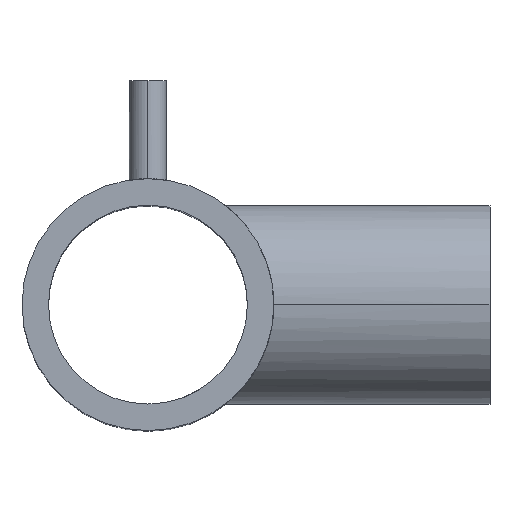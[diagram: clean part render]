
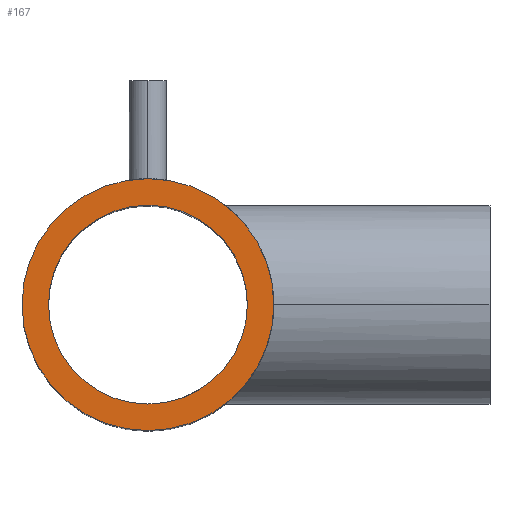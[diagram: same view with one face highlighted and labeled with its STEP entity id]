
A CAD part, top view. The second image highlights one B-rep face of the part: STEP entity #167.
In plain terms, the highlighted planar face has unit normal (0, 0, 1).
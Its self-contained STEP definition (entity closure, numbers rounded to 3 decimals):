
#26 = ORIENTED_EDGE ( 'NONE', *, *, #730, .F. ) ;
#66 = AXIS2_PLACEMENT_3D ( 'NONE', #1010, #98, #813 ) ;
#68 = ORIENTED_EDGE ( 'NONE', *, *, #678, .T. ) ;
#74 = VERTEX_POINT ( 'NONE', #672 ) ;
#87 = VERTEX_POINT ( 'NONE', #749 ) ;
#98 = DIRECTION ( 'NONE',  ( 0., 0., 1. ) ) ;
#167 = ADVANCED_FACE ( 'NONE', ( #305, #206 ), #690, .T. ) ;
#176 = DIRECTION ( 'NONE',  ( 0., 0., 1. ) ) ;
#182 = VERTEX_POINT ( 'NONE', #1124 ) ;
#187 = AXIS2_PLACEMENT_3D ( 'NONE', #804, #902, #1191 ) ;
#206 = FACE_BOUND ( 'NONE', #262, .T. ) ;
#211 = CARTESIAN_POINT ( 'NONE',  ( 0., 0., 94.5 ) ) ;
#262 = EDGE_LOOP ( 'NONE', ( #26, #732 ) ) ;
#305 = FACE_OUTER_BOUND ( 'NONE', #750, .T. ) ;
#348 = CARTESIAN_POINT ( 'NONE',  ( 37.5, 0., 94.5 ) ) ;
#372 = CIRCLE ( 'NONE', #1144, 47.5 ) ;
#477 = CIRCLE ( 'NONE', #1313, 47.5 ) ;
#558 = DIRECTION ( 'NONE',  ( 0., 0., 1. ) ) ;
#574 = EDGE_CURVE ( 'NONE', #182, #74, #372, .T. ) ;
#613 = DIRECTION ( 'NONE',  ( 0., 0., 1. ) ) ;
#631 = CIRCLE ( 'NONE', #821, 37.5 ) ;
#672 = CARTESIAN_POINT ( 'NONE',  ( 47.5, 0., 94.5 ) ) ;
#678 = EDGE_CURVE ( 'NONE', #74, #182, #477, .T. ) ;
#690 = PLANE ( 'NONE',  #66 ) ;
#730 = EDGE_CURVE ( 'NONE', #87, #986, #631, .T. ) ;
#732 = ORIENTED_EDGE ( 'NONE', *, *, #876, .F. ) ;
#749 = CARTESIAN_POINT ( 'NONE',  ( -37.5, 0., 94.5 ) ) ;
#750 = EDGE_LOOP ( 'NONE', ( #1040, #68 ) ) ;
#773 = DIRECTION ( 'NONE',  ( 1., 0., 0. ) ) ;
#804 = CARTESIAN_POINT ( 'NONE',  ( 0., 0., 94.5 ) ) ;
#813 = DIRECTION ( 'NONE',  ( 1., 0., 0. ) ) ;
#821 = AXIS2_PLACEMENT_3D ( 'NONE', #980, #176, #773 ) ;
#875 = CARTESIAN_POINT ( 'NONE',  ( 0., 0., 94.5 ) ) ;
#876 = EDGE_CURVE ( 'NONE', #986, #87, #999, .T. ) ;
#902 = DIRECTION ( 'NONE',  ( 0., 0., 1. ) ) ;
#980 = CARTESIAN_POINT ( 'NONE',  ( 0., 0., 94.5 ) ) ;
#986 = VERTEX_POINT ( 'NONE', #348 ) ;
#999 = CIRCLE ( 'NONE', #187, 37.5 ) ;
#1010 = CARTESIAN_POINT ( 'NONE',  ( 0., 0., 94.5 ) ) ;
#1029 = DIRECTION ( 'NONE',  ( 1., 0., 0. ) ) ;
#1040 = ORIENTED_EDGE ( 'NONE', *, *, #574, .T. ) ;
#1074 = DIRECTION ( 'NONE',  ( 1., 0., 0. ) ) ;
#1124 = CARTESIAN_POINT ( 'NONE',  ( -47.5, 0., 94.5 ) ) ;
#1144 = AXIS2_PLACEMENT_3D ( 'NONE', #211, #613, #1029 ) ;
#1191 = DIRECTION ( 'NONE',  ( 1., 0., 0. ) ) ;
#1313 = AXIS2_PLACEMENT_3D ( 'NONE', #875, #558, #1074 ) ;
